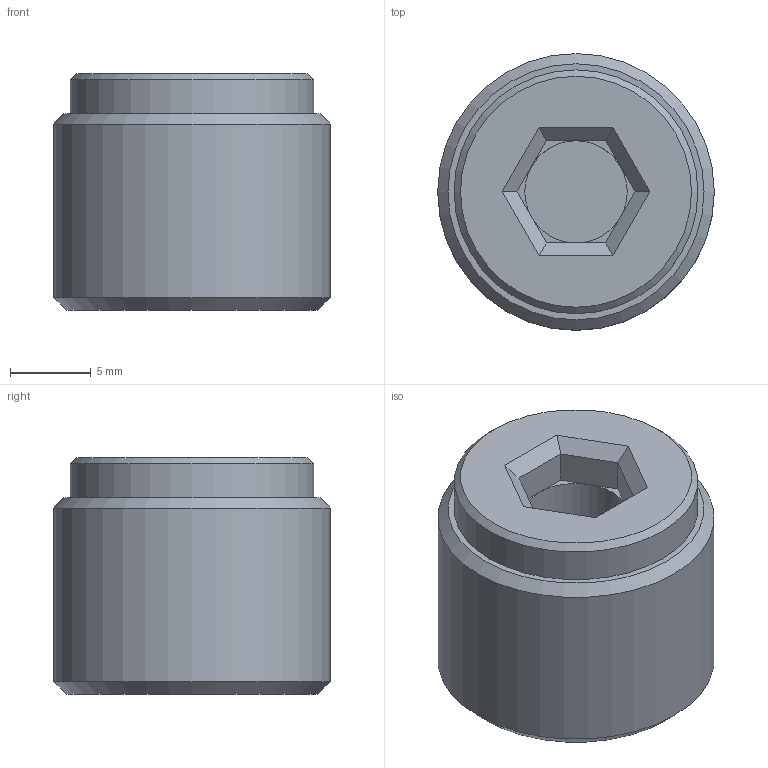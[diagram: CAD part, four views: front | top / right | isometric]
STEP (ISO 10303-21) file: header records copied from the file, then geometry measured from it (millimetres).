
FILE_DESCRIPTION(/* description */ ('CUP-375 ALUMINUM PLUG 3/8-18 NPT'),/* implementation_level */ '2;1');
FILE_NAME(/* name */ 'KIL_CUP-375.stp',/* time_stamp */ '2021-02-15T14:04:17+06:00',/* author */ ('kr'),/* organization */ (''),/* preprocessor_version */ 'ST-DEVELOPER v18',/* originating_system */ 'Autodesk Inventor 2020',/* authorisation */ '');
FILE_SCHEMA (('AUTOMOTIVE_DESIGN { 1 0 10303 214 3 1 1 }'));
Length unit declared in the file: inch
Products named in the file (1): CUP-375
Bounding box: 17.14 x 17.14 x 14.68 mm (x, y, z)
Volume: 2943.1 mm3; surface area: 1339.1 mm2
Topology: 1 solids, 1 shells, 24 faces, 54 edges, 33 vertices
Faces by surface type: plane 17, cone 4, cylinder 3
Full cylindrical faces by diameter (mm): 6.35 x1, 15.113 x1, 17.145 x1
Entity records: 722 total; most frequent: DIRECTION 117, CARTESIAN_POINT 111, ORIENTED_EDGE 106, EDGE_CURVE 53, LINE 39, VECTOR 39, AXIS2_PLACEMENT_3D 39, VERTEX_POINT 33
